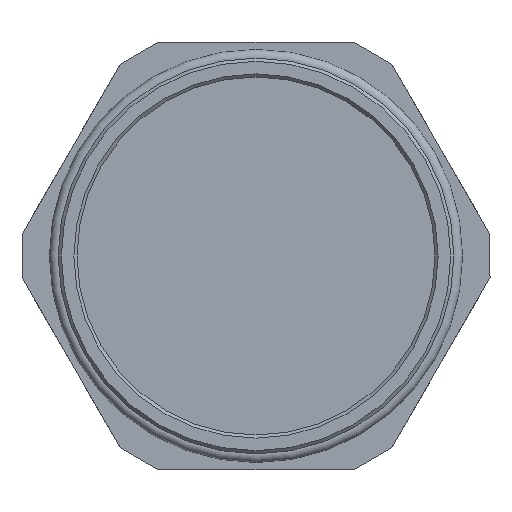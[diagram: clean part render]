
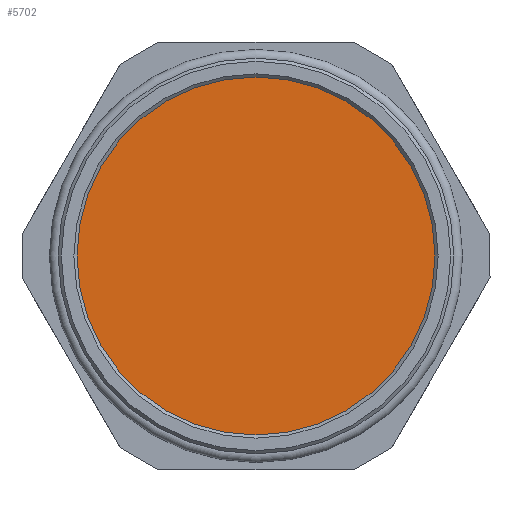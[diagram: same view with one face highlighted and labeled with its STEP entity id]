
A CAD part, front view. The second image highlights one B-rep face of the part: STEP entity #5702.
In plain terms, the highlighted planar face has unit normal (0, -1, 0).
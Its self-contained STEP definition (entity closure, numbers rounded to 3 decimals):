
#377=PLANE('',#6099);
#690=FACE_OUTER_BOUND('',#1027,.T.);
#1027=EDGE_LOOP('',(#5337,#5338));
#1456=CIRCLE('',#6100,28.5);
#1457=CIRCLE('',#6101,28.5);
#2772=VERTEX_POINT('',#12853);
#2773=VERTEX_POINT('',#12854);
#3628=EDGE_CURVE('',#2772,#2773,#1456,.T.);
#3629=EDGE_CURVE('',#2773,#2772,#1457,.T.);
#5337=ORIENTED_EDGE('',*,*,#3628,.F.);
#5338=ORIENTED_EDGE('',*,*,#3629,.F.);
#5702=ADVANCED_FACE('',(#690),#377,.T.);
#6099=AXIS2_PLACEMENT_3D('',#12852,#7228,#7229);
#6100=AXIS2_PLACEMENT_3D('',#12855,#7230,#7231);
#6101=AXIS2_PLACEMENT_3D('',#12856,#7232,#7233);
#7228=DIRECTION('center_axis',(0.,-1.,0.));
#7229=DIRECTION('ref_axis',(0.,0.,-1.));
#7230=DIRECTION('center_axis',(0.,1.,0.));
#7231=DIRECTION('ref_axis',(-1.,0.,0.));
#7232=DIRECTION('center_axis',(0.,1.,0.));
#7233=DIRECTION('ref_axis',(-1.,0.,0.));
#12852=CARTESIAN_POINT('Origin',(-14.25,-8.651,0.));
#12853=CARTESIAN_POINT('',(-28.5,-8.651,0.));
#12854=CARTESIAN_POINT('',(28.5,-8.651,0.));
#12855=CARTESIAN_POINT('Origin',(0.,-8.651,0.));
#12856=CARTESIAN_POINT('Origin',(0.,-8.651,0.));
